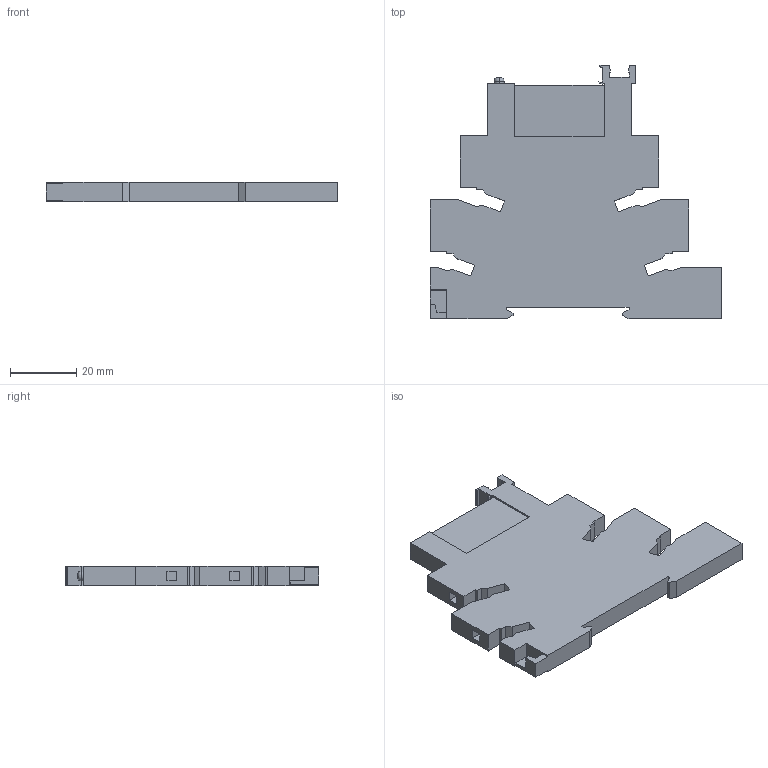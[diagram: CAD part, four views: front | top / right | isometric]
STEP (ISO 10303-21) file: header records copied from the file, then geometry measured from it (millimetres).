
FILE_DESCRIPTION (( 'STEP AP214' ), '1' );
FILE_NAME ('ORM-41F-2_Èíòåðô. ðåëå ORM 2. 1NO+1NC. 24Â DC.STEP', '2019-03-01T07:27:31', ( '' ), ( '' ), 'SwSTEP 2.0', 'SolidWorks 2014', '' );
FILE_SCHEMA (( 'AUTOMOTIVE_DESIGN' ));
Length unit declared in the file: millimetre
Products named in the file (2): ORM-41F-2_Èíòåðô. ðåëå ORM 2. 1NO+1NC. 24Â DC
Bounding box: 88 x 76.63 x 6 mm (x, y, z)
Volume: 26002.5 mm3; surface area: 12212.8 mm2
Topology: 1 solids, 1 shells, 132 faces, 370 edges, 246 vertices
Faces by surface type: plane 128, torus 2, cylinder 2
Entity records: 4215 total; most frequent: CARTESIAN_POINT 750, ORIENTED_EDGE 740, DIRECTION 646, EDGE_CURVE 370, LINE 362, VECTOR 362, VERTEX_POINT 246, AXIS2_PLACEMENT_3D 142
